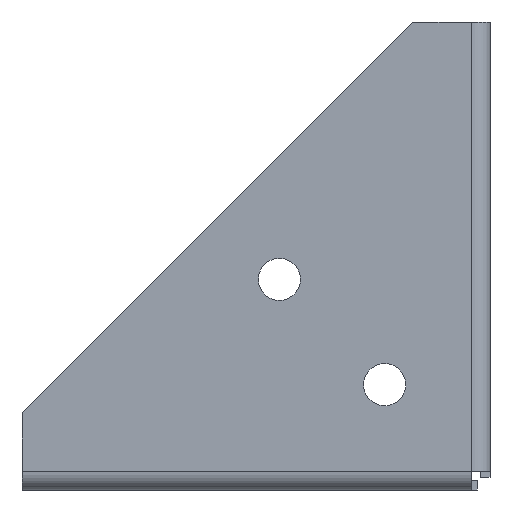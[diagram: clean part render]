
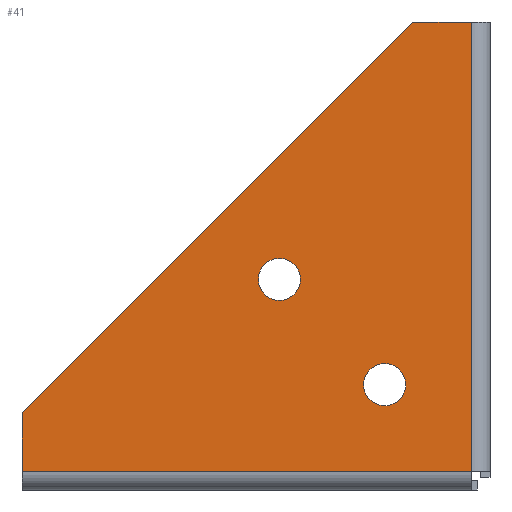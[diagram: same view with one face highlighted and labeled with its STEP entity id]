
A CAD part, left-side view. The second image highlights one B-rep face of the part: STEP entity #41.
In plain terms, the highlighted planar face has unit normal (-1, 0, 0).
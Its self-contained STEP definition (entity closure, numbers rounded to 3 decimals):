
#28 = CARTESIAN_POINT ( 'NONE',  ( 0., 16.5, 100. ) ) ;
#41 = ADVANCED_FACE ( 'NONE', ( #274, #695, #1201 ), #68, .F. ) ;
#43 = VERTEX_POINT ( 'NONE', #1094 ) ;
#68 = PLANE ( 'NONE',  #314 ) ;
#96 = CARTESIAN_POINT ( 'NONE',  ( 0., 4., 100. ) ) ;
#98 = DIRECTION ( 'NONE',  ( 1., 0., 0. ) ) ;
#136 = LINE ( 'NONE', #1083, #361 ) ;
#148 = CIRCLE ( 'NONE', #903, 4.5 ) ;
#153 = DIRECTION ( 'NONE',  ( 1., 0., 0. ) ) ;
#158 = EDGE_CURVE ( 'NONE', #612, #1134, #1334, .T. ) ;
#165 = CARTESIAN_POINT ( 'NONE',  ( 0., 45., 40.5 ) ) ;
#190 = AXIS2_PLACEMENT_3D ( 'NONE', #519, #1253, #335 ) ;
#238 = DIRECTION ( 'NONE',  ( 0., 0., 1. ) ) ;
#253 = DIRECTION ( 'NONE',  ( 0., -0.707, 0.707 ) ) ;
#274 = FACE_BOUND ( 'NONE', #642, .T. ) ;
#276 = ORIENTED_EDGE ( 'NONE', *, *, #158, .F. ) ;
#288 = ORIENTED_EDGE ( 'NONE', *, *, #520, .T. ) ;
#294 = AXIS2_PLACEMENT_3D ( 'NONE', #1313, #476, #1212 ) ;
#302 = ORIENTED_EDGE ( 'NONE', *, *, #863, .F. ) ;
#304 = ORIENTED_EDGE ( 'NONE', *, *, #388, .T. ) ;
#314 = AXIS2_PLACEMENT_3D ( 'NONE', #671, #98, #507 ) ;
#330 = EDGE_CURVE ( 'NONE', #43, #612, #136, .T. ) ;
#335 = DIRECTION ( 'NONE',  ( 0., 0., -1. ) ) ;
#339 = VECTOR ( 'NONE', #729, 1000. ) ;
#361 = VECTOR ( 'NONE', #253, 1000. ) ;
#388 = EDGE_CURVE ( 'NONE', #1301, #1258, #879, .T. ) ;
#401 = LINE ( 'NONE', #409, #485 ) ;
#409 = CARTESIAN_POINT ( 'NONE',  ( 0., 0., 4. ) ) ;
#413 = CARTESIAN_POINT ( 'NONE',  ( 0., 22.5, 18. ) ) ;
#442 = CARTESIAN_POINT ( 'NONE',  ( 0., 45., 45. ) ) ;
#476 = DIRECTION ( 'NONE',  ( 1., 0., 0. ) ) ;
#477 = ORIENTED_EDGE ( 'NONE', *, *, #681, .T. ) ;
#485 = VECTOR ( 'NONE', #717, 1000. ) ;
#507 = DIRECTION ( 'NONE',  ( 0., 0., -1. ) ) ;
#519 = CARTESIAN_POINT ( 'NONE',  ( 0., 45., 45. ) ) ;
#520 = EDGE_CURVE ( 'NONE', #1129, #715, #401, .T. ) ;
#532 = ORIENTED_EDGE ( 'NONE', *, *, #631, .T. ) ;
#612 = VERTEX_POINT ( 'NONE', #28 ) ;
#614 = DIRECTION ( 'NONE',  ( 0., 0., -1. ) ) ;
#615 = VECTOR ( 'NONE', #1278, 1000. ) ;
#631 = EDGE_CURVE ( 'NONE', #753, #827, #723, .T. ) ;
#642 = EDGE_LOOP ( 'NONE', ( #532, #477 ) ) ;
#644 = CARTESIAN_POINT ( 'NONE',  ( 0., 4., 0. ) ) ;
#671 = CARTESIAN_POINT ( 'NONE',  ( 0., 0., 0. ) ) ;
#681 = EDGE_CURVE ( 'NONE', #827, #753, #769, .T. ) ;
#695 = FACE_BOUND ( 'NONE', #907, .T. ) ;
#713 = CARTESIAN_POINT ( 'NONE',  ( 0., 22.5, 27. ) ) ;
#715 = VERTEX_POINT ( 'NONE', #1078 ) ;
#717 = DIRECTION ( 'NONE',  ( 0., -1., 0. ) ) ;
#723 = CIRCLE ( 'NONE', #902, 4.5 ) ;
#729 = DIRECTION ( 'NONE',  ( 0., -1., 0. ) ) ;
#753 = VERTEX_POINT ( 'NONE', #165 ) ;
#763 = CARTESIAN_POINT ( 'NONE',  ( 0., 45., 49.5 ) ) ;
#769 = CIRCLE ( 'NONE', #190, 4.5 ) ;
#794 = EDGE_CURVE ( 'NONE', #715, #1134, #882, .T. ) ;
#827 = VERTEX_POINT ( 'NONE', #763 ) ;
#850 = LINE ( 'NONE', #1153, #862 ) ;
#862 = VECTOR ( 'NONE', #238, 1000. ) ;
#863 = EDGE_CURVE ( 'NONE', #1129, #43, #850, .T. ) ;
#867 = CARTESIAN_POINT ( 'NONE',  ( 0., 22.5, 22.5 ) ) ;
#879 = CIRCLE ( 'NONE', #294, 4.5 ) ;
#882 = LINE ( 'NONE', #644, #615 ) ;
#900 = EDGE_LOOP ( 'NONE', ( #288, #1197, #276, #927, #302 ) ) ;
#902 = AXIS2_PLACEMENT_3D ( 'NONE', #442, #1151, #614 ) ;
#903 = AXIS2_PLACEMENT_3D ( 'NONE', #867, #153, #971 ) ;
#907 = EDGE_LOOP ( 'NONE', ( #1161, #304 ) ) ;
#927 = ORIENTED_EDGE ( 'NONE', *, *, #330, .F. ) ;
#967 = EDGE_CURVE ( 'NONE', #1258, #1301, #148, .T. ) ;
#971 = DIRECTION ( 'NONE',  ( 0., 0., -1. ) ) ;
#1078 = CARTESIAN_POINT ( 'NONE',  ( 0., 4., 4. ) ) ;
#1083 = CARTESIAN_POINT ( 'NONE',  ( 0., 100., 16.5 ) ) ;
#1094 = CARTESIAN_POINT ( 'NONE',  ( 0., 100., 16.5 ) ) ;
#1129 = VERTEX_POINT ( 'NONE', #1315 ) ;
#1134 = VERTEX_POINT ( 'NONE', #96 ) ;
#1151 = DIRECTION ( 'NONE',  ( 1., 0., 0. ) ) ;
#1153 = CARTESIAN_POINT ( 'NONE',  ( 0., 100., 0. ) ) ;
#1161 = ORIENTED_EDGE ( 'NONE', *, *, #967, .T. ) ;
#1197 = ORIENTED_EDGE ( 'NONE', *, *, #794, .T. ) ;
#1201 = FACE_OUTER_BOUND ( 'NONE', #900, .T. ) ;
#1212 = DIRECTION ( 'NONE',  ( 0., 0., -1. ) ) ;
#1235 = CARTESIAN_POINT ( 'NONE',  ( 0., 16.5, 100. ) ) ;
#1253 = DIRECTION ( 'NONE',  ( 1., 0., 0. ) ) ;
#1258 = VERTEX_POINT ( 'NONE', #413 ) ;
#1278 = DIRECTION ( 'NONE',  ( 0., 0., 1. ) ) ;
#1301 = VERTEX_POINT ( 'NONE', #713 ) ;
#1313 = CARTESIAN_POINT ( 'NONE',  ( 0., 22.5, 22.5 ) ) ;
#1315 = CARTESIAN_POINT ( 'NONE',  ( 0., 100., 4. ) ) ;
#1334 = LINE ( 'NONE', #1235, #339 ) ;
